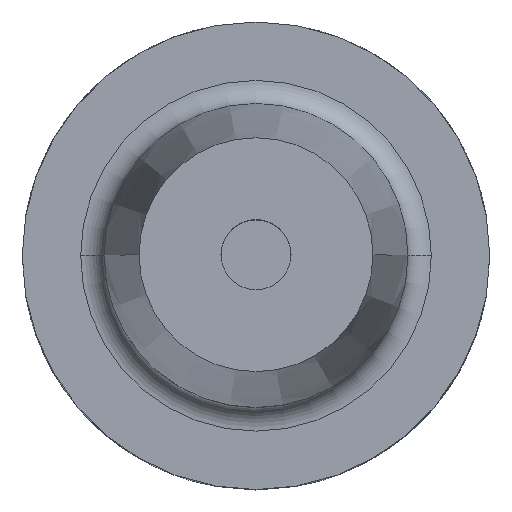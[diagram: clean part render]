
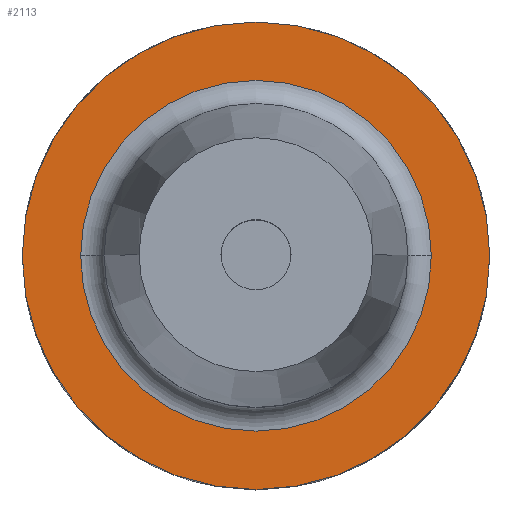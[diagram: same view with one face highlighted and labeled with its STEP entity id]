
A CAD part, top view. The second image highlights one B-rep face of the part: STEP entity #2113.
In plain terms, the highlighted planar face has unit normal (0, 0, 1).
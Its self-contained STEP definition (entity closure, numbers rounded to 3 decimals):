
#31 = PLANE ( 'NONE',  #1050 ) ;
#128 = FACE_BOUND ( 'NONE', #1777, .T. ) ;
#272 = CARTESIAN_POINT ( 'NONE',  ( 0., 0., 20. ) ) ;
#326 = DIRECTION ( 'NONE',  ( 0., 0., -1. ) ) ;
#515 = CIRCLE ( 'NONE', #2953, 20. ) ;
#517 = EDGE_CURVE ( 'NONE', #3628, #4291, #3796, .T. ) ;
#543 = DIRECTION ( 'NONE',  ( -1., 0., 0. ) ) ;
#708 = VERTEX_POINT ( 'NONE', #1641 ) ;
#807 = ORIENTED_EDGE ( 'NONE', *, *, #517, .T. ) ;
#901 = CARTESIAN_POINT ( 'NONE',  ( 15., 0., 20. ) ) ;
#1050 = AXIS2_PLACEMENT_3D ( 'NONE', #1654, #1477, #1390 ) ;
#1174 = EDGE_CURVE ( 'NONE', #4291, #3628, #3222, .T. ) ;
#1190 = ORIENTED_EDGE ( 'NONE', *, *, #3315, .T. ) ;
#1390 = DIRECTION ( 'NONE',  ( -1., 0., 0. ) ) ;
#1421 = CARTESIAN_POINT ( 'NONE',  ( 20., 0., 20. ) ) ;
#1477 = DIRECTION ( 'NONE',  ( 0., 0., -1. ) ) ;
#1547 = DIRECTION ( 'NONE',  ( 0., 0., 1. ) ) ;
#1554 = EDGE_LOOP ( 'NONE', ( #2377, #1190 ) ) ;
#1616 = AXIS2_PLACEMENT_3D ( 'NONE', #2106, #2094, #2080 ) ;
#1641 = CARTESIAN_POINT ( 'NONE',  ( -20., 0., 20. ) ) ;
#1654 = CARTESIAN_POINT ( 'NONE',  ( 0., 0., 20. ) ) ;
#1777 = EDGE_LOOP ( 'NONE', ( #2720, #807 ) ) ;
#1800 = FACE_OUTER_BOUND ( 'NONE', #1554, .T. ) ;
#1854 = CARTESIAN_POINT ( 'NONE',  ( 0., 0., 20. ) ) ;
#1992 = AXIS2_PLACEMENT_3D ( 'NONE', #1854, #4310, #2219 ) ;
#2080 = DIRECTION ( 'NONE',  ( -1., 0., 0. ) ) ;
#2094 = DIRECTION ( 'NONE',  ( 0., 0., -1. ) ) ;
#2106 = CARTESIAN_POINT ( 'NONE',  ( 0., 0., 20. ) ) ;
#2113 = ADVANCED_FACE ( 'NONE', ( #128, #1800 ), #31, .F. ) ;
#2219 = DIRECTION ( 'NONE',  ( 1., 0., 0. ) ) ;
#2317 = VERTEX_POINT ( 'NONE', #1421 ) ;
#2377 = ORIENTED_EDGE ( 'NONE', *, *, #3388, .T. ) ;
#2720 = ORIENTED_EDGE ( 'NONE', *, *, #1174, .T. ) ;
#2721 = AXIS2_PLACEMENT_3D ( 'NONE', #272, #326, #543 ) ;
#2923 = CARTESIAN_POINT ( 'NONE',  ( -15., 0., 20. ) ) ;
#2953 = AXIS2_PLACEMENT_3D ( 'NONE', #3650, #1547, #3994 ) ;
#3222 = CIRCLE ( 'NONE', #2721, 15. ) ;
#3315 = EDGE_CURVE ( 'NONE', #708, #2317, #3543, .T. ) ;
#3388 = EDGE_CURVE ( 'NONE', #2317, #708, #515, .T. ) ;
#3543 = CIRCLE ( 'NONE', #1992, 20. ) ;
#3628 = VERTEX_POINT ( 'NONE', #901 ) ;
#3650 = CARTESIAN_POINT ( 'NONE',  ( 0., 0., 20. ) ) ;
#3796 = CIRCLE ( 'NONE', #1616, 15. ) ;
#3994 = DIRECTION ( 'NONE',  ( 1., 0., 0. ) ) ;
#4291 = VERTEX_POINT ( 'NONE', #2923 ) ;
#4310 = DIRECTION ( 'NONE',  ( 0., 0., 1. ) ) ;
